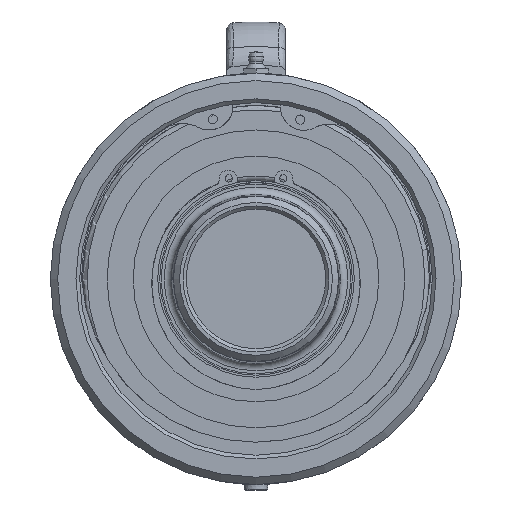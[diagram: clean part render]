
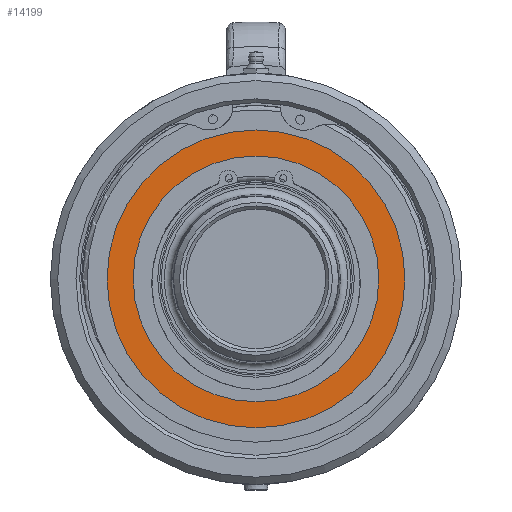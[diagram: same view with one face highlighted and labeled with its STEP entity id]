
A CAD part, left-side view. The second image highlights one B-rep face of the part: STEP entity #14199.
In plain terms, the highlighted planar face has unit normal (-1, 0, 0).
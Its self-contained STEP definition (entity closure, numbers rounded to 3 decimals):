
#283=FACE_BOUND('',#2712,.T.);
#1085=PLANE('',#15582);
#1807=FACE_OUTER_BOUND('',#2711,.T.);
#2711=EDGE_LOOP('',(#11892,#11893));
#2712=EDGE_LOOP('',(#11894,#11895));
#3679=CIRCLE('',#15580,64.388);
#3680=CIRCLE('',#15581,64.388);
#3681=CIRCLE('',#15583,53.113);
#3682=CIRCLE('',#15584,53.113);
#6473=VERTEX_POINT('',#31055);
#6474=VERTEX_POINT('',#31057);
#6475=VERTEX_POINT('',#31061);
#6476=VERTEX_POINT('',#31062);
#8332=EDGE_CURVE('',#6473,#6474,#3679,.T.);
#8333=EDGE_CURVE('',#6474,#6473,#3680,.T.);
#8334=EDGE_CURVE('',#6475,#6476,#3681,.T.);
#8335=EDGE_CURVE('',#6476,#6475,#3682,.T.);
#11892=ORIENTED_EDGE('',*,*,#8333,.F.);
#11893=ORIENTED_EDGE('',*,*,#8332,.F.);
#11894=ORIENTED_EDGE('',*,*,#8334,.T.);
#11895=ORIENTED_EDGE('',*,*,#8335,.T.);
#14199=ADVANCED_FACE('',(#1807,#283),#1085,.T.);
#15580=AXIS2_PLACEMENT_3D('',#31058,#18755,#18756);
#15581=AXIS2_PLACEMENT_3D('',#31059,#18757,#18758);
#15582=AXIS2_PLACEMENT_3D('',#31060,#18759,#18760);
#15583=AXIS2_PLACEMENT_3D('',#31063,#18761,#18762);
#15584=AXIS2_PLACEMENT_3D('',#31064,#18763,#18764);
#18755=DIRECTION('center_axis',(1.,0.,0.));
#18756=DIRECTION('ref_axis',(0.,0.,1.));
#18757=DIRECTION('center_axis',(1.,0.,0.));
#18758=DIRECTION('ref_axis',(0.,0.,1.));
#18759=DIRECTION('center_axis',(-1.,0.,0.));
#18760=DIRECTION('ref_axis',(0.,-1.,0.));
#18761=DIRECTION('center_axis',(1.,0.,0.));
#18762=DIRECTION('ref_axis',(0.,0.,1.));
#18763=DIRECTION('center_axis',(1.,0.,0.));
#18764=DIRECTION('ref_axis',(0.,0.,1.));
#31055=CARTESIAN_POINT('',(-80.79,0.,-64.388));
#31057=CARTESIAN_POINT('',(-80.79,0.,64.388));
#31058=CARTESIAN_POINT('Origin',(-80.79,0.,0.));
#31059=CARTESIAN_POINT('Origin',(-80.79,0.,0.));
#31060=CARTESIAN_POINT('Origin',(-80.79,0.,58.75));
#31061=CARTESIAN_POINT('',(-80.79,0.,53.113));
#31062=CARTESIAN_POINT('',(-80.79,0.,-53.113));
#31063=CARTESIAN_POINT('Origin',(-80.79,0.,0.));
#31064=CARTESIAN_POINT('Origin',(-80.79,0.,0.));
